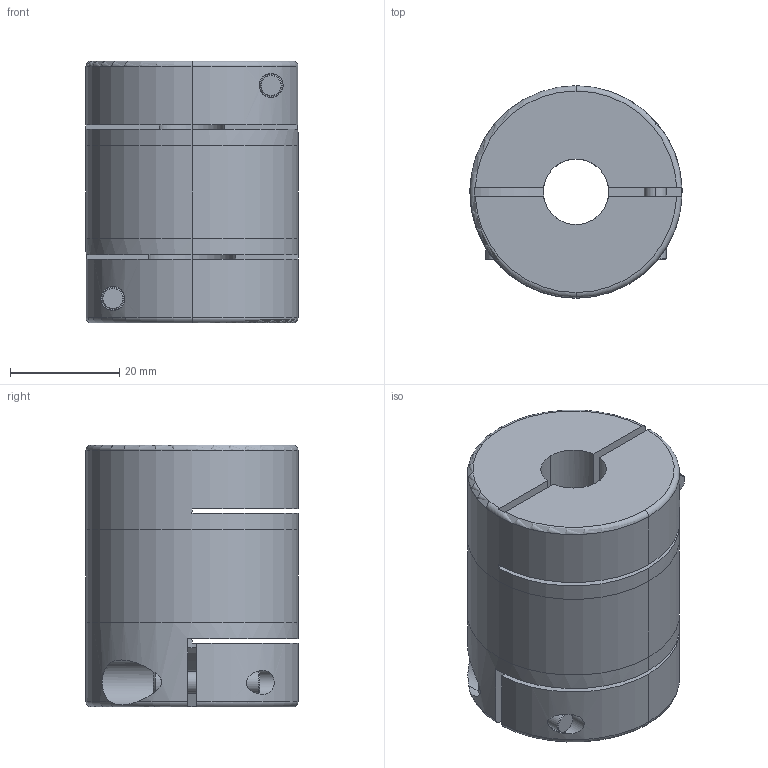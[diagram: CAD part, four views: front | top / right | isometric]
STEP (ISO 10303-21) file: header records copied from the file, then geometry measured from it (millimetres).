
FILE_DESCRIPTION (( 'STEP AP203' ), '1' );
FILE_NAME ('6853N139_NO THREADS_Servomotor Precision Flexible Shaft Coupling.STEP', '2021-09-09T19:24:22', ( 'Administrator' ), ( 'Managed by Terraform' ), 'SwSTEP 2.0', 'SolidWorks 2017', '' );
FILE_SCHEMA (( 'CONFIG_CONTROL_DESIGN' ));
Length unit declared in the file: inch
Products named in the file (1): 6853N139_NO THREADS_Servomotor Precision Flexible Shaft Coupling
Bounding box: 38.89 x 38.89 x 48.02 mm (x, y, z)
Volume: 44428.9 mm3; surface area: 18258.3 mm2
Topology: 5 solids, 5 shells, 96 faces, 240 edges, 156 vertices
Faces by surface type: plane 44, cylinder 38, cone 8, torus 6
Entity records: 3275 total; most frequent: CARTESIAN_POINT 825, DIRECTION 514, ORIENTED_EDGE 480, EDGE_CURVE 240, AXIS2_PLACEMENT_3D 201, VERTEX_POINT 156, VECTOR 112, EDGE_LOOP 112
